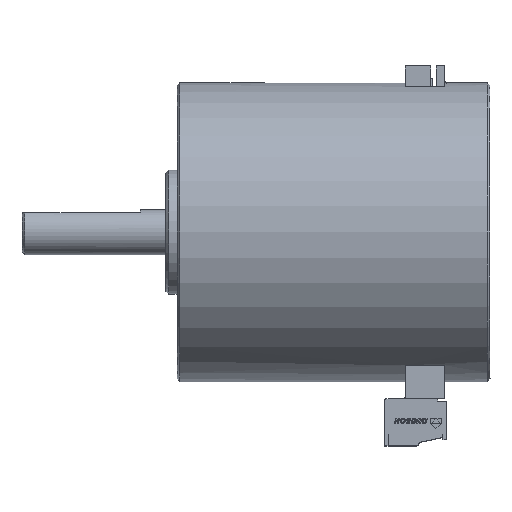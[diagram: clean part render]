
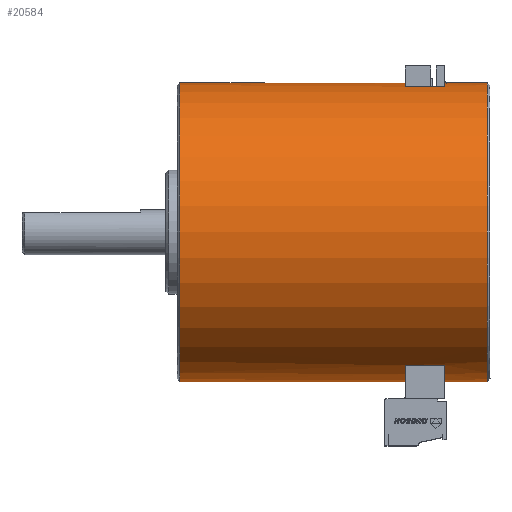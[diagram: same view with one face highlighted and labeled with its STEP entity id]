
A CAD part, top view. The second image highlights one B-rep face of the part: STEP entity #20584.
In plain terms, the highlighted cylindrical face has radius 26.5 mm (diameter 53 mm), a full revolution.
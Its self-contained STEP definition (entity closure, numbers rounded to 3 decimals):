
#50=FACE_BOUND('',#2284,.T.);
#51=FACE_BOUND('',#2285,.T.);
#165=ELLIPSE('',#21743,28.541,26.5);
#1164=FACE_OUTER_BOUND('',#2283,.T.);
#2283=EDGE_LOOP('',(#14428,#14429,#14430,#14431,#14432));
#2284=EDGE_LOOP('',(#14433,#14434,#14435,#14436,#14437,#14438,#14439,#14440,
#14441,#14442,#14443,#14444));
#2285=EDGE_LOOP('',(#14445,#14446,#14447,#14448));
#3471=CIRCLE('',#21738,26.5);
#3472=CIRCLE('',#21739,26.5);
#3473=CIRCLE('',#21740,26.5);
#3474=CIRCLE('',#21741,26.5);
#3475=CIRCLE('',#21742,26.5);
#3476=CIRCLE('',#21744,26.5);
#3477=CIRCLE('',#21745,26.5);
#3478=CIRCLE('',#21746,26.5);
#3985=LINE('',#33494,#6516);
#3986=LINE('',#33499,#6517);
#3987=LINE('',#33503,#6518);
#3988=LINE('',#33505,#6519);
#3989=LINE('',#33507,#6520);
#3990=LINE('',#33511,#6521);
#3991=LINE('',#33515,#6522);
#3992=LINE('',#33519,#6523);
#3993=LINE('',#33520,#6524);
#3994=LINE('',#33523,#6525);
#3995=LINE('',#33527,#6526);
#6516=VECTOR('',#23330,26.5);
#6517=VECTOR('',#23335,1000.);
#6518=VECTOR('',#23338,1000.);
#6519=VECTOR('',#23339,1000.);
#6520=VECTOR('',#23340,1000.);
#6521=VECTOR('',#23343,1000.);
#6522=VECTOR('',#23346,1000.);
#6523=VECTOR('',#23349,1000.);
#6524=VECTOR('',#23350,1000.);
#6525=VECTOR('',#23351,1000.);
#6526=VECTOR('',#23354,1000.);
#9142=VERTEX_POINT('',#33490);
#9143=VERTEX_POINT('',#33491);
#9144=VERTEX_POINT('',#33493);
#9145=VERTEX_POINT('',#33497);
#9146=VERTEX_POINT('',#33498);
#9147=VERTEX_POINT('',#33500);
#9148=VERTEX_POINT('',#33502);
#9149=VERTEX_POINT('',#33504);
#9150=VERTEX_POINT('',#33506);
#9151=VERTEX_POINT('',#33508);
#9152=VERTEX_POINT('',#33510);
#9153=VERTEX_POINT('',#33512);
#9154=VERTEX_POINT('',#33514);
#9155=VERTEX_POINT('',#33516);
#9156=VERTEX_POINT('',#33518);
#9157=VERTEX_POINT('',#33521);
#9158=VERTEX_POINT('',#33522);
#9159=VERTEX_POINT('',#33524);
#9160=VERTEX_POINT('',#33526);
#11221=EDGE_CURVE('',#9142,#9143,#3471,.T.);
#11222=EDGE_CURVE('',#9143,#9144,#3985,.T.);
#11223=EDGE_CURVE('',#9144,#9144,#3472,.T.);
#11224=EDGE_CURVE('',#9143,#9142,#3473,.T.);
#11225=EDGE_CURVE('',#9145,#9146,#3986,.T.);
#11226=EDGE_CURVE('',#9146,#9147,#3474,.T.);
#11227=EDGE_CURVE('',#9147,#9148,#3987,.T.);
#11228=EDGE_CURVE('',#9148,#9149,#3988,.T.);
#11229=EDGE_CURVE('',#9150,#9149,#3989,.T.);
#11230=EDGE_CURVE('',#9150,#9151,#3475,.T.);
#11231=EDGE_CURVE('',#9151,#9152,#3990,.T.);
#11232=EDGE_CURVE('',#9152,#9153,#165,.T.);
#11233=EDGE_CURVE('',#9153,#9154,#3991,.T.);
#11234=EDGE_CURVE('',#9154,#9155,#3476,.T.);
#11235=EDGE_CURVE('',#9156,#9155,#3992,.T.);
#11236=EDGE_CURVE('',#9156,#9145,#3993,.T.);
#11237=EDGE_CURVE('',#9157,#9158,#3994,.T.);
#11238=EDGE_CURVE('',#9158,#9159,#3477,.T.);
#11239=EDGE_CURVE('',#9159,#9160,#3995,.T.);
#11240=EDGE_CURVE('',#9160,#9157,#3478,.T.);
#14428=ORIENTED_EDGE('',*,*,#11221,.T.);
#14429=ORIENTED_EDGE('',*,*,#11222,.T.);
#14430=ORIENTED_EDGE('',*,*,#11223,.T.);
#14431=ORIENTED_EDGE('',*,*,#11222,.F.);
#14432=ORIENTED_EDGE('',*,*,#11224,.T.);
#14433=ORIENTED_EDGE('',*,*,#11225,.T.);
#14434=ORIENTED_EDGE('',*,*,#11226,.T.);
#14435=ORIENTED_EDGE('',*,*,#11227,.T.);
#14436=ORIENTED_EDGE('',*,*,#11228,.T.);
#14437=ORIENTED_EDGE('',*,*,#11229,.F.);
#14438=ORIENTED_EDGE('',*,*,#11230,.T.);
#14439=ORIENTED_EDGE('',*,*,#11231,.T.);
#14440=ORIENTED_EDGE('',*,*,#11232,.T.);
#14441=ORIENTED_EDGE('',*,*,#11233,.T.);
#14442=ORIENTED_EDGE('',*,*,#11234,.T.);
#14443=ORIENTED_EDGE('',*,*,#11235,.F.);
#14444=ORIENTED_EDGE('',*,*,#11236,.T.);
#14445=ORIENTED_EDGE('',*,*,#11237,.T.);
#14446=ORIENTED_EDGE('',*,*,#11238,.T.);
#14447=ORIENTED_EDGE('',*,*,#11239,.T.);
#14448=ORIENTED_EDGE('',*,*,#11240,.T.);
#20133=CYLINDRICAL_SURFACE('',#21737,26.5);
#20584=ADVANCED_FACE('',(#1164,#50,#51),#20133,.T.);
#21737=AXIS2_PLACEMENT_3D('',#33489,#23326,#23327);
#21738=AXIS2_PLACEMENT_3D('',#33492,#23328,#23329);
#21739=AXIS2_PLACEMENT_3D('',#33495,#23331,#23332);
#21740=AXIS2_PLACEMENT_3D('',#33496,#23333,#23334);
#21741=AXIS2_PLACEMENT_3D('',#33501,#23336,#23337);
#21742=AXIS2_PLACEMENT_3D('',#33509,#23341,#23342);
#21743=AXIS2_PLACEMENT_3D('',#33513,#23344,#23345);
#21744=AXIS2_PLACEMENT_3D('',#33517,#23347,#23348);
#21745=AXIS2_PLACEMENT_3D('',#33525,#23352,#23353);
#21746=AXIS2_PLACEMENT_3D('',#33528,#23355,#23356);
#23326=DIRECTION('center_axis',(-1.,0.,
0.));
#23327=DIRECTION('ref_axis',(0.,0.,-1.));
#23328=DIRECTION('center_axis',(1.,0.,0.));
#23329=DIRECTION('ref_axis',(0.,0.,-1.));
#23330=DIRECTION('',(1.,0.,0.));
#23331=DIRECTION('center_axis',(-1.,0.,
0.));
#23332=DIRECTION('ref_axis',(0.,0.,-1.));
#23333=DIRECTION('center_axis',(1.,0.,0.));
#23334=DIRECTION('ref_axis',(0.,0.,-1.));
#23335=DIRECTION('',(-1.,0.,0.));
#23336=DIRECTION('center_axis',(-1.,0.,
0.));
#23337=DIRECTION('ref_axis',(0.,0.,-1.));
#23338=DIRECTION('',(1.,0.,0.));
#23339=DIRECTION('',(1.,0.,0.));
#23340=DIRECTION('',(-1.,0.,0.));
#23341=DIRECTION('center_axis',(1.,0.,0.));
#23342=DIRECTION('ref_axis',(0.,0.,-1.));
#23343=DIRECTION('',(1.,0.,0.));
#23344=DIRECTION('center_axis',(0.928,0.371,0.));
#23345=DIRECTION('ref_axis',(0.371,-0.928,0.));
#23346=DIRECTION('',(-1.,0.,0.));
#23347=DIRECTION('center_axis',(1.,0.,0.));
#23348=DIRECTION('ref_axis',(0.,0.,-1.));
#23349=DIRECTION('',(1.,0.,0.));
#23350=DIRECTION('',(-1.,0.,0.));
#23351=DIRECTION('',(1.,0.,0.));
#23352=DIRECTION('center_axis',(1.,0.,0.));
#23353=DIRECTION('ref_axis',(0.,0.,-1.));
#23354=DIRECTION('',(-1.,0.,0.));
#23355=DIRECTION('center_axis',(-1.,0.,
0.));
#23356=DIRECTION('ref_axis',(0.,0.,-1.));
#33489=CARTESIAN_POINT('Origin',(49.67,11.855,138.525));
#33490=CARTESIAN_POINT('',(7.42,11.855,112.025));
#33491=CARTESIAN_POINT('',(7.42,11.855,165.025));
#33492=CARTESIAN_POINT('Origin',(7.42,11.855,138.525));
#33493=CARTESIAN_POINT('',(61.92,11.855,165.025));
#33494=CARTESIAN_POINT('',(49.67,11.855,165.025));
#33495=CARTESIAN_POINT('Origin',(61.92,11.855,138.525));
#33496=CARTESIAN_POINT('Origin',(7.42,11.855,138.525));
#33497=CARTESIAN_POINT('',(51.92,37.667,144.525));
#33498=CARTESIAN_POINT('',(47.42,37.667,144.525));
#33499=CARTESIAN_POINT('',(34.67,37.667,144.525));
#33500=CARTESIAN_POINT('',(47.42,37.667,132.525));
#33501=CARTESIAN_POINT('Origin',(47.42,11.855,138.525));
#33502=CARTESIAN_POINT('',(51.92,37.667,132.525));
#33503=CARTESIAN_POINT('',(34.67,37.667,132.525));
#33504=CARTESIAN_POINT('',(52.92,37.667,132.525));
#33505=CARTESIAN_POINT('',(34.67,37.667,132.525));
#33506=CARTESIAN_POINT('',(54.42,37.667,132.525));
#33507=CARTESIAN_POINT('',(47.42,37.667,132.525));
#33508=CARTESIAN_POINT('',(54.42,38.237,136.025));
#33509=CARTESIAN_POINT('Origin',(54.42,11.855,138.525));
#33510=CARTESIAN_POINT('',(54.666,38.237,136.025));
#33511=CARTESIAN_POINT('',(34.67,38.237,136.025));
#33512=CARTESIAN_POINT('',(54.666,38.237,141.025));
#33513=CARTESIAN_POINT('Origin',(65.219,11.855,138.525));
#33514=CARTESIAN_POINT('',(54.42,38.237,141.025));
#33515=CARTESIAN_POINT('',(34.67,38.237,141.025));
#33516=CARTESIAN_POINT('',(54.42,37.667,144.525));
#33517=CARTESIAN_POINT('Origin',(54.42,11.855,138.525));
#33518=CARTESIAN_POINT('',(52.92,37.667,144.525));
#33519=CARTESIAN_POINT('',(54.42,37.667,144.525));
#33520=CARTESIAN_POINT('',(34.67,37.667,144.525));
#33521=CARTESIAN_POINT('',(47.42,-11.772,150.524));
#33522=CARTESIAN_POINT('',(54.42,-11.772,150.524));
#33523=CARTESIAN_POINT('',(34.67,-11.772,150.524));
#33524=CARTESIAN_POINT('',(54.42,-11.772,126.524));
#33525=CARTESIAN_POINT('Origin',(54.42,11.855,138.525));
#33526=CARTESIAN_POINT('',(47.42,-11.772,126.524));
#33527=CARTESIAN_POINT('',(34.67,-11.772,126.524));
#33528=CARTESIAN_POINT('Origin',(47.42,11.855,138.525));
